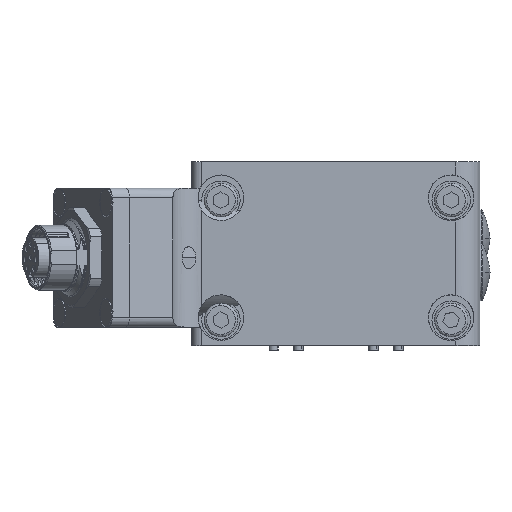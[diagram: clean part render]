
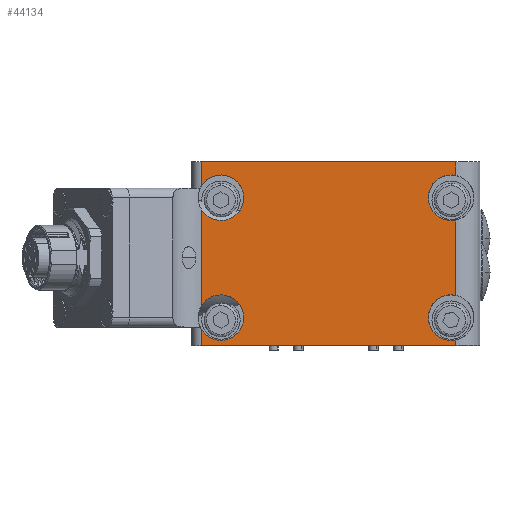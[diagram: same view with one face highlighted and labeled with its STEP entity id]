
A CAD part, top view. The second image highlights one B-rep face of the part: STEP entity #44134.
In plain terms, the highlighted planar face has unit normal (0, 0, 1).
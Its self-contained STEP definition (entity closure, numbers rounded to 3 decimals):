
#338 = CARTESIAN_POINT ( 'NONE',  ( 44., -13.35, 33. ) ) ;
#535 = VECTOR ( 'NONE', #40652, 1000. ) ;
#809 = VECTOR ( 'NONE', #41218, 1000. ) ;
#1446 = CIRCLE ( 'NONE', #32532, 4.75 ) ;
#1845 = CARTESIAN_POINT ( 'NONE',  ( -4., -13.35, 33. ) ) ;
#3223 = EDGE_CURVE ( 'NONE', #35108, #27857, #44447, .T. ) ;
#3722 = DIRECTION ( 'NONE',  ( 0., 0., -1. ) ) ;
#3896 = DIRECTION ( 'NONE',  ( -1., 0., 0. ) ) ;
#4069 = CARTESIAN_POINT ( 'NONE',  ( 44., 11.65, 33. ) ) ;
#5390 = DIRECTION ( 'NONE',  ( -1., 0., 0. ) ) ;
#5448 = LINE ( 'NONE', #16376, #41942 ) ;
#5594 = CARTESIAN_POINT ( 'NONE',  ( 50., 19.15, 33. ) ) ;
#7022 = DIRECTION ( 'NONE',  ( -1., 0., 0. ) ) ;
#7079 = EDGE_CURVE ( 'NONE', #14868, #25197, #20951, .T. ) ;
#7120 = CARTESIAN_POINT ( 'NONE',  ( -8., 19.15, 33. ) ) ;
#7587 = EDGE_CURVE ( 'NONE', #27857, #13798, #5448, .T. ) ;
#7607 = DIRECTION ( 'NONE',  ( -1., 0., 0. ) ) ;
#7797 = CARTESIAN_POINT ( 'NONE',  ( 44., -13.35, 33. ) ) ;
#7937 = EDGE_CURVE ( 'NONE', #13798, #18683, #28777, .T. ) ;
#9195 = ORIENTED_EDGE ( 'NONE', *, *, #25180, .T. ) ;
#9323 = EDGE_CURVE ( 'NONE', #26494, #13153, #19792, .T. ) ;
#9518 = EDGE_CURVE ( 'NONE', #29662, #17235, #31983, .T. ) ;
#10407 = VECTOR ( 'NONE', #30366, 1000. ) ;
#10994 = CARTESIAN_POINT ( 'NONE',  ( -4., 11.65, 33. ) ) ;
#11329 = LINE ( 'NONE', #37679, #809 ) ;
#11374 = DIRECTION ( 'NONE',  ( -1., 0., 0. ) ) ;
#11699 = CARTESIAN_POINT ( 'NONE',  ( -8., 9.088, 33. ) ) ;
#12033 = VECTOR ( 'NONE', #24207, 1000. ) ;
#12077 = EDGE_CURVE ( 'NONE', #34664, #29781, #14063, .T. ) ;
#12444 = AXIS2_PLACEMENT_3D ( 'NONE', #24902, #3722, #28464 ) ;
#12904 = DIRECTION ( 'NONE',  ( 0., 1., 0. ) ) ;
#12948 = EDGE_LOOP ( 'NONE', ( #14124, #21179, #13380, #9195, #22537, #26008, #43091, #29069, #41323, #33545, #32195, #24258, #20574, #17162, #42750, #33401 ) ) ;
#13051 = VERTEX_POINT ( 'NONE', #33741 ) ;
#13153 = VERTEX_POINT ( 'NONE', #30631 ) ;
#13264 = CARTESIAN_POINT ( 'NONE',  ( 45., 7.006, 33. ) ) ;
#13380 = ORIENTED_EDGE ( 'NONE', *, *, #12077, .T. ) ;
#13798 = VERTEX_POINT ( 'NONE', #43450 ) ;
#14012 = VECTOR ( 'NONE', #31882, 1000. ) ;
#14063 = CIRCLE ( 'NONE', #45715, 4.75 ) ;
#14124 = ORIENTED_EDGE ( 'NONE', *, *, #27821, .T. ) ;
#14551 = DIRECTION ( 'NONE',  ( -1., 0., 0. ) ) ;
#14868 = VERTEX_POINT ( 'NONE', #24653 ) ;
#15098 = DIRECTION ( 'NONE',  ( 0., 0., -1. ) ) ;
#15134 = LINE ( 'NONE', #7120, #14012 ) ;
#16298 = VERTEX_POINT ( 'NONE', #38903 ) ;
#16376 = CARTESIAN_POINT ( 'NONE',  ( -8., 19.15, 33. ) ) ;
#17162 = ORIENTED_EDGE ( 'NONE', *, *, #9518, .T. ) ;
#17235 = VERTEX_POINT ( 'NONE', #34960 ) ;
#17349 = CARTESIAN_POINT ( 'NONE',  ( 50., 19.15, 33. ) ) ;
#18325 = DIRECTION ( 'NONE',  ( 0., 0., -1. ) ) ;
#18683 = VERTEX_POINT ( 'NONE', #33157 ) ;
#18698 = CARTESIAN_POINT ( 'NONE',  ( -8., 14.212, 33. ) ) ;
#19792 = LINE ( 'NONE', #5594, #10407 ) ;
#20043 = AXIS2_PLACEMENT_3D ( 'NONE', #39544, #18325, #43082 ) ;
#20220 = DIRECTION ( 'NONE',  ( 0., -1., 0. ) ) ;
#20574 = ORIENTED_EDGE ( 'NONE', *, *, #26178, .T. ) ;
#20629 = CARTESIAN_POINT ( 'NONE',  ( 45., 19.15, 33. ) ) ;
#20951 = LINE ( 'NONE', #31006, #29293 ) ;
#21179 = ORIENTED_EDGE ( 'NONE', *, *, #25506, .T. ) ;
#21503 = CARTESIAN_POINT ( 'NONE',  ( -8., -15.912, 33. ) ) ;
#21983 = VECTOR ( 'NONE', #20220, 1000. ) ;
#22537 = ORIENTED_EDGE ( 'NONE', *, *, #25574, .T. ) ;
#24207 = DIRECTION ( 'NONE',  ( 0., 1., 0. ) ) ;
#24258 = ORIENTED_EDGE ( 'NONE', *, *, #7079, .T. ) ;
#24286 = CARTESIAN_POINT ( 'NONE',  ( 45., -17.994, 33. ) ) ;
#24446 = CIRCLE ( 'NONE', #41204, 4.75 ) ;
#24653 = CARTESIAN_POINT ( 'NONE',  ( 45., -8.706, 33. ) ) ;
#24902 = CARTESIAN_POINT ( 'NONE',  ( 44., 11.65, 33. ) ) ;
#25019 = FACE_OUTER_BOUND ( 'NONE', #12948, .T. ) ;
#25086 = DIRECTION ( 'NONE',  ( 0., 0., -1. ) ) ;
#25180 = EDGE_CURVE ( 'NONE', #29781, #13051, #40807, .T. ) ;
#25197 = VERTEX_POINT ( 'NONE', #13264 ) ;
#25506 = EDGE_CURVE ( 'NONE', #34679, #34664, #34161, .T. ) ;
#25574 = EDGE_CURVE ( 'NONE', #13051, #35108, #39109, .T. ) ;
#26008 = ORIENTED_EDGE ( 'NONE', *, *, #3223, .T. ) ;
#26178 = EDGE_CURVE ( 'NONE', #25197, #29662, #1446, .T. ) ;
#26494 = VERTEX_POINT ( 'NONE', #28767 ) ;
#26571 = DIRECTION ( 'NONE',  ( 0., 0., -1. ) ) ;
#27083 = DIRECTION ( 'NONE',  ( 0., -1., 0. ) ) ;
#27821 = EDGE_CURVE ( 'NONE', #26494, #34679, #15134, .T. ) ;
#27857 = VERTEX_POINT ( 'NONE', #21503 ) ;
#28209 = DIRECTION ( 'NONE',  ( 0., 0., -1. ) ) ;
#28464 = DIRECTION ( 'NONE',  ( -1., 0., 0. ) ) ;
#28767 = CARTESIAN_POINT ( 'NONE',  ( -8., 19.15, 33. ) ) ;
#28777 = LINE ( 'NONE', #37110, #535 ) ;
#28828 = DIRECTION ( 'NONE',  ( 0., 0., -1. ) ) ;
#29069 = ORIENTED_EDGE ( 'NONE', *, *, #7937, .T. ) ;
#29260 = CARTESIAN_POINT ( 'NONE',  ( 0.75, 11.65, 33. ) ) ;
#29293 = VECTOR ( 'NONE', #12904, 1000. ) ;
#29341 = CIRCLE ( 'NONE', #34373, 4.75 ) ;
#29662 = VERTEX_POINT ( 'NONE', #32129 ) ;
#29781 = VERTEX_POINT ( 'NONE', #11699 ) ;
#30366 = DIRECTION ( 'NONE',  ( 1., 0., 0. ) ) ;
#30631 = CARTESIAN_POINT ( 'NONE',  ( 45., 19.15, 33. ) ) ;
#30865 = LINE ( 'NONE', #20629, #12033 ) ;
#31006 = CARTESIAN_POINT ( 'NONE',  ( 45., 19.15, 33. ) ) ;
#31882 = DIRECTION ( 'NONE',  ( 0., -1., 0. ) ) ;
#31917 = AXIS2_PLACEMENT_3D ( 'NONE', #36317, #15098, #39850 ) ;
#31983 = CIRCLE ( 'NONE', #12444, 4.75 ) ;
#32129 = CARTESIAN_POINT ( 'NONE',  ( 39.25, 11.65, 33. ) ) ;
#32195 = ORIENTED_EDGE ( 'NONE', *, *, #45825, .T. ) ;
#32532 = AXIS2_PLACEMENT_3D ( 'NONE', #4069, #28828, #7607 ) ;
#32580 = DIRECTION ( 'NONE',  ( 0., 0., -1. ) ) ;
#33157 = CARTESIAN_POINT ( 'NONE',  ( 45., -19.15, 33. ) ) ;
#33401 = ORIENTED_EDGE ( 'NONE', *, *, #9323, .F. ) ;
#33545 = ORIENTED_EDGE ( 'NONE', *, *, #37388, .T. ) ;
#33741 = CARTESIAN_POINT ( 'NONE',  ( -8., -10.788, 33. ) ) ;
#34161 = CIRCLE ( 'NONE', #20043, 4.75 ) ;
#34373 = AXIS2_PLACEMENT_3D ( 'NONE', #7797, #32580, #11374 ) ;
#34664 = VERTEX_POINT ( 'NONE', #29260 ) ;
#34679 = VERTEX_POINT ( 'NONE', #18698 ) ;
#34960 = CARTESIAN_POINT ( 'NONE',  ( 45., 16.294, 33. ) ) ;
#35108 = VERTEX_POINT ( 'NONE', #45563 ) ;
#35759 = DIRECTION ( 'NONE',  ( 0., 0., -1. ) ) ;
#36317 = CARTESIAN_POINT ( 'NONE',  ( -4., -13.35, 33. ) ) ;
#37110 = CARTESIAN_POINT ( 'NONE',  ( 50., -19.15, 33. ) ) ;
#37388 = EDGE_CURVE ( 'NONE', #44575, #16298, #24446, .T. ) ;
#37679 = CARTESIAN_POINT ( 'NONE',  ( 45., 19.15, 33. ) ) ;
#38903 = CARTESIAN_POINT ( 'NONE',  ( 39.25, -13.35, 33. ) ) ;
#39109 = CIRCLE ( 'NONE', #31917, 4.75 ) ;
#39544 = CARTESIAN_POINT ( 'NONE',  ( -4., 11.65, 33. ) ) ;
#39850 = DIRECTION ( 'NONE',  ( -1., 0., 0. ) ) ;
#40637 = EDGE_CURVE ( 'NONE', #17235, #13153, #30865, .T. ) ;
#40652 = DIRECTION ( 'NONE',  ( 1., 0., 0. ) ) ;
#40807 = LINE ( 'NONE', #41422, #21983 ) ;
#41043 = EDGE_CURVE ( 'NONE', #18683, #44575, #11329, .T. ) ;
#41204 = AXIS2_PLACEMENT_3D ( 'NONE', #338, #25086, #3896 ) ;
#41218 = DIRECTION ( 'NONE',  ( 0., 1., 0. ) ) ;
#41323 = ORIENTED_EDGE ( 'NONE', *, *, #41043, .T. ) ;
#41422 = CARTESIAN_POINT ( 'NONE',  ( -8., 19.15, 33. ) ) ;
#41942 = VECTOR ( 'NONE', #27083, 1000. ) ;
#42178 = AXIS2_PLACEMENT_3D ( 'NONE', #1845, #26571, #5390 ) ;
#42276 = PLANE ( 'NONE',  #44389 ) ;
#42750 = ORIENTED_EDGE ( 'NONE', *, *, #40637, .T. ) ;
#43082 = DIRECTION ( 'NONE',  ( -1., 0., 0. ) ) ;
#43091 = ORIENTED_EDGE ( 'NONE', *, *, #7587, .T. ) ;
#43450 = CARTESIAN_POINT ( 'NONE',  ( -8., -19.15, 33. ) ) ;
#44134 = ADVANCED_FACE ( 'NONE', ( #25019 ), #42276, .F. ) ;
#44389 = AXIS2_PLACEMENT_3D ( 'NONE', #17349, #28209, #7022 ) ;
#44447 = CIRCLE ( 'NONE', #42178, 4.75 ) ;
#44575 = VERTEX_POINT ( 'NONE', #24286 ) ;
#45563 = CARTESIAN_POINT ( 'NONE',  ( 0.75, -13.35, 33. ) ) ;
#45715 = AXIS2_PLACEMENT_3D ( 'NONE', #10994, #35759, #14551 ) ;
#45825 = EDGE_CURVE ( 'NONE', #16298, #14868, #29341, .T. ) ;
